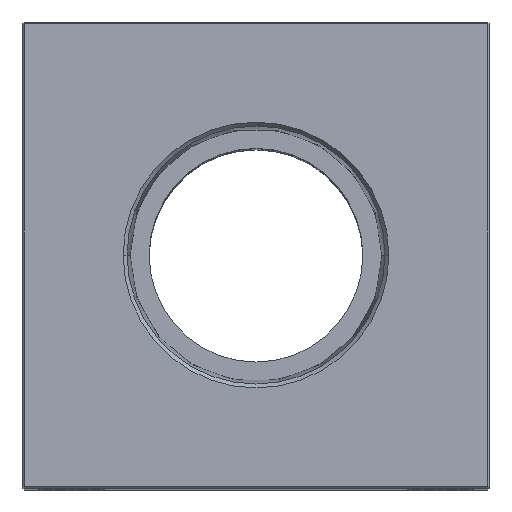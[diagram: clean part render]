
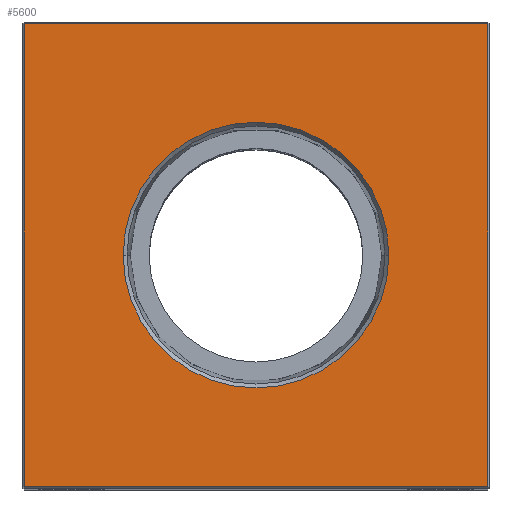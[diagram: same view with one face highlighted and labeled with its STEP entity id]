
A CAD part, top view. The second image highlights one B-rep face of the part: STEP entity #5600.
In plain terms, the highlighted planar face has unit normal (0, 0, 1).
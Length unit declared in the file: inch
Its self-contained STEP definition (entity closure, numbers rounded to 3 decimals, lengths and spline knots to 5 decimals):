
#409 = CARTESIAN_POINT ( 'NONE',  ( 0.85498, 0., 7. ) ) ;
#1032 = DIRECTION ( 'NONE',  ( 1., 0., 0. ) ) ;
#1491 = LINE ( 'NONE', #17709, #16220 ) ;
#1492 = CARTESIAN_POINT ( 'NONE',  ( 1.49, 1.49, 7. ) ) ;
#1589 = VERTEX_POINT ( 'NONE', #1492 ) ;
#1915 = CARTESIAN_POINT ( 'NONE',  ( -1.49, 0., 7. ) ) ;
#2285 = VECTOR ( 'NONE', #12118, 39.37008 ) ;
#2664 = CARTESIAN_POINT ( 'NONE',  ( 1.49, -1.49, 7. ) ) ;
#2767 = CIRCLE ( 'NONE', #25307, 0.85498 ) ;
#2876 = AXIS2_PLACEMENT_3D ( 'NONE', #10968, #14508, #1032 ) ;
#3749 = CARTESIAN_POINT ( 'NONE',  ( -1.49, -1.49, 7. ) ) ;
#4876 = LINE ( 'NONE', #5269, #23271 ) ;
#5050 = EDGE_CURVE ( 'NONE', #17652, #21710, #14177, .T. ) ;
#5269 = CARTESIAN_POINT ( 'NONE',  ( 1.49, 0., 7. ) ) ;
#5404 = LINE ( 'NONE', #17316, #25282 ) ;
#5600 = ADVANCED_FACE ( 'NONE', ( #25695, #21169 ), #9852, .F. ) ;
#5795 = DIRECTION ( 'NONE',  ( 0., 0., -1. ) ) ;
#6961 = EDGE_LOOP ( 'NONE', ( #13971, #12107 ) ) ;
#8147 = DIRECTION ( 'NONE',  ( 0., 0., 1. ) ) ;
#8633 = EDGE_CURVE ( 'NONE', #1589, #21227, #1491, .T. ) ;
#9563 = ORIENTED_EDGE ( 'NONE', *, *, #24659, .T. ) ;
#9852 = PLANE ( 'NONE',  #24025 ) ;
#10602 = ORIENTED_EDGE ( 'NONE', *, *, #18714, .T. ) ;
#10968 = CARTESIAN_POINT ( 'NONE',  ( 0., 0., 7. ) ) ;
#12107 = ORIENTED_EDGE ( 'NONE', *, *, #5050, .F. ) ;
#12118 = DIRECTION ( 'NONE',  ( 0., -1., 0. ) ) ;
#12183 = CARTESIAN_POINT ( 'NONE',  ( -0.85498, 0., 7. ) ) ;
#12837 = DIRECTION ( 'NONE',  ( 0., 1., 0. ) ) ;
#13971 = ORIENTED_EDGE ( 'NONE', *, *, #18686, .F. ) ;
#14177 = CIRCLE ( 'NONE', #2876, 0.85498 ) ;
#14508 = DIRECTION ( 'NONE',  ( 0., 0., 1. ) ) ;
#14741 = VERTEX_POINT ( 'NONE', #3749 ) ;
#15213 = DIRECTION ( 'NONE',  ( 1., 0., 0. ) ) ;
#16220 = VECTOR ( 'NONE', #25700, 39.37008 ) ;
#17316 = CARTESIAN_POINT ( 'NONE',  ( 0., -1.49, 7. ) ) ;
#17652 = VERTEX_POINT ( 'NONE', #12183 ) ;
#17709 = CARTESIAN_POINT ( 'NONE',  ( 0., 1.49, 7. ) ) ;
#18686 = EDGE_CURVE ( 'NONE', #21710, #17652, #2767, .T. ) ;
#18714 = EDGE_CURVE ( 'NONE', #19768, #1589, #4876, .T. ) ;
#19198 = CARTESIAN_POINT ( 'NONE',  ( 0., 0., 7. ) ) ;
#19768 = VERTEX_POINT ( 'NONE', #2664 ) ;
#19858 = LINE ( 'NONE', #1915, #2285 ) ;
#20207 = ORIENTED_EDGE ( 'NONE', *, *, #8633, .T. ) ;
#21169 = FACE_BOUND ( 'NONE', #6961, .T. ) ;
#21227 = VERTEX_POINT ( 'NONE', #22458 ) ;
#21710 = VERTEX_POINT ( 'NONE', #409 ) ;
#21772 = DIRECTION ( 'NONE',  ( -1., 0., 0. ) ) ;
#22044 = CARTESIAN_POINT ( 'NONE',  ( 0., 0., 7. ) ) ;
#22179 = DIRECTION ( 'NONE',  ( 1., 0., 0. ) ) ;
#22458 = CARTESIAN_POINT ( 'NONE',  ( -1.49, 1.49, 7. ) ) ;
#23252 = ORIENTED_EDGE ( 'NONE', *, *, #24559, .T. ) ;
#23271 = VECTOR ( 'NONE', #12837, 39.37008 ) ;
#24025 = AXIS2_PLACEMENT_3D ( 'NONE', #19198, #5795, #21772 ) ;
#24559 = EDGE_CURVE ( 'NONE', #21227, #14741, #19858, .T. ) ;
#24607 = EDGE_LOOP ( 'NONE', ( #23252, #9563, #10602, #20207 ) ) ;
#24659 = EDGE_CURVE ( 'NONE', #14741, #19768, #5404, .T. ) ;
#25282 = VECTOR ( 'NONE', #15213, 39.37008 ) ;
#25307 = AXIS2_PLACEMENT_3D ( 'NONE', #22044, #8147, #22179 ) ;
#25695 = FACE_OUTER_BOUND ( 'NONE', #24607, .T. ) ;
#25700 = DIRECTION ( 'NONE',  ( -1., 0., 0. ) ) ;
